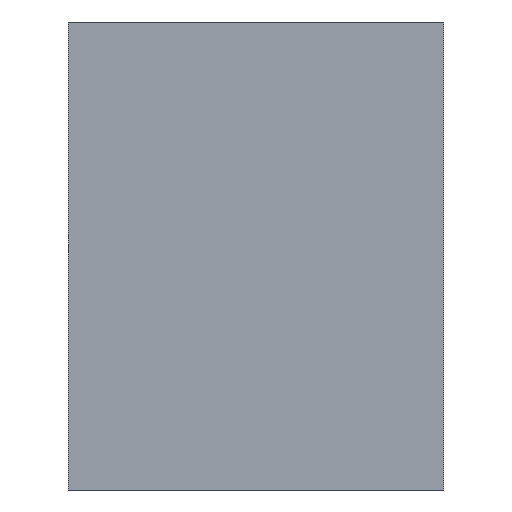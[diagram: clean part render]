
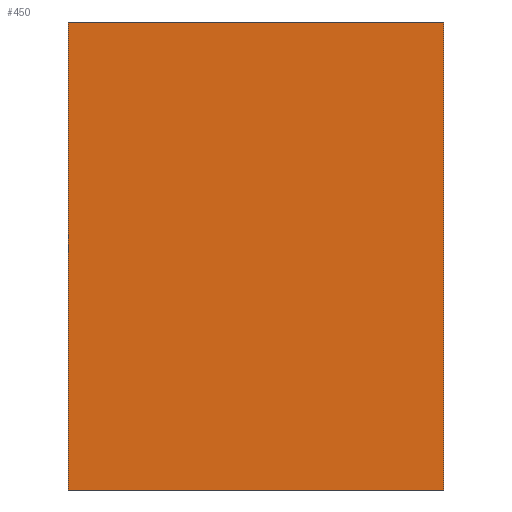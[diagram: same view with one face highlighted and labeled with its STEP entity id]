
A CAD part, left-side view. The second image highlights one B-rep face of the part: STEP entity #450.
In plain terms, the highlighted planar face has unit normal (-1, 0, 0).
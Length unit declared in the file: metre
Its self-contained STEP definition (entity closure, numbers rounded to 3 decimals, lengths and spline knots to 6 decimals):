
#135=ORIENTED_EDGE('',*,*,#196,.T.);
#136=ORIENTED_EDGE('',*,*,#197,.F.);
#137=ORIENTED_EDGE('',*,*,#198,.F.);
#138=ORIENTED_EDGE('',*,*,#194,.T.);
#194=EDGE_CURVE('',#240,#239,#260,.T.);
#196=EDGE_CURVE('',#239,#241,#262,.T.);
#197=EDGE_CURVE('',#242,#241,#263,.T.);
#198=EDGE_CURVE('',#240,#242,#264,.T.);
#239=VERTEX_POINT('',#745);
#240=VERTEX_POINT('',#747);
#241=VERTEX_POINT('',#751);
#242=VERTEX_POINT('',#753);
#260=LINE('',#746,#284);
#262=LINE('',#750,#286);
#263=LINE('',#752,#287);
#264=LINE('',#754,#288);
#284=VECTOR('',#628,1.);
#286=VECTOR('',#632,1.);
#287=VECTOR('',#633,1.);
#288=VECTOR('',#634,1.);
#351=EDGE_LOOP('',(#135,#136,#137,#138));
#415=FACE_BOUND('',#351,.T.);
#426=PLANE('',#513);
#450=ADVANCED_FACE('',(#415),#426,.F.);
#513=AXIS2_PLACEMENT_3D('',#749,#630,#631);
#628=DIRECTION('',(0.,0.,1.));
#630=DIRECTION('',(1.,0.,0.));
#631=DIRECTION('',(0.,0.,-1.));
#632=DIRECTION('',(0.,1.,0.));
#633=DIRECTION('',(0.,0.,1.));
#634=DIRECTION('',(0.,1.,0.));
#745=CARTESIAN_POINT('',(-0.472018,-0.077031,0.15));
#746=CARTESIAN_POINT('',(-0.472018,-0.077031,-0.15));
#747=CARTESIAN_POINT('',(-0.472018,-0.077031,-0.15));
#749=CARTESIAN_POINT('',(-0.472018,0.04321,-0.15));
#750=CARTESIAN_POINT('',(-0.472018,0.04321,0.15));
#751=CARTESIAN_POINT('',(-0.472018,0.16345,0.15));
#752=CARTESIAN_POINT('',(-0.472018,0.16345,-0.15));
#753=CARTESIAN_POINT('',(-0.472018,0.16345,-0.15));
#754=CARTESIAN_POINT('',(-0.472018,0.04321,-0.15));
